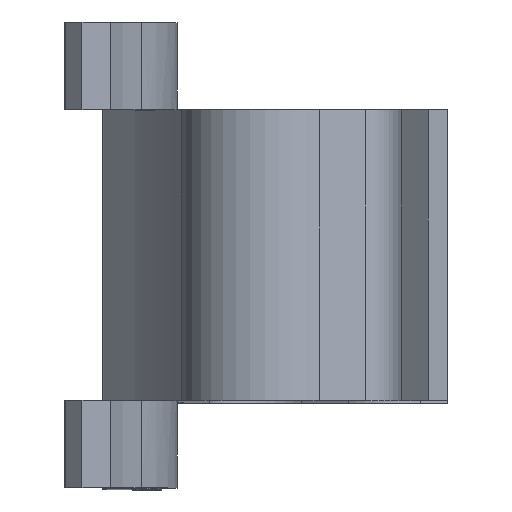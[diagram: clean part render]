
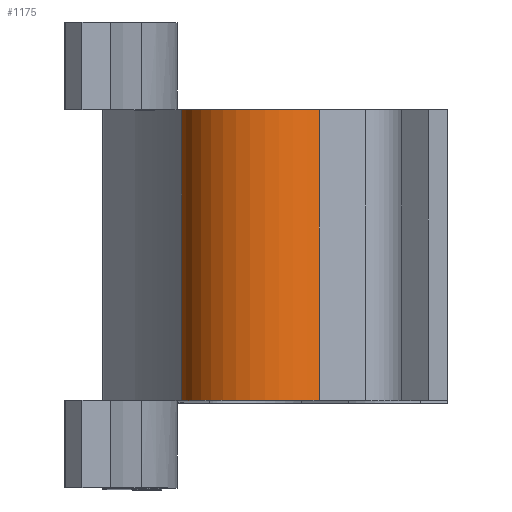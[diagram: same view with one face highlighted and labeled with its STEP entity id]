
A CAD part, top view. The second image highlights one B-rep face of the part: STEP entity #1175.
In plain terms, the highlighted cylindrical face has radius 1.5 mm (diameter 3 mm), a partial arc.
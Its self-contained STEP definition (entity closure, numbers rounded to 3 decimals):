
#292=CARTESIAN_POINT('',(2.38,-2.5,12.9));
#293=DIRECTION('',(0.,-1.,0.));
#294=DIRECTION('',(0.6,0.,0.8));
#295=AXIS2_PLACEMENT_3D('',#292,#293,#294);
#297=DIRECTION('',(0.,-1.,0.));
#298=VECTOR('',#297,5.);
#299=CARTESIAN_POINT('',(0.914,2.5,13.217));
#300=LINE('',#299,#298);
#301=CARTESIAN_POINT('',(2.38,2.5,12.9));
#302=DIRECTION('',(0.,1.,0.));
#303=DIRECTION('',(-0.977,0.,0.211));
#304=AXIS2_PLACEMENT_3D('',#301,#302,#303);
#481=DIRECTION('',(0.,-1.,0.));
#482=VECTOR('',#481,5.);
#483=CARTESIAN_POINT('',(3.28,2.5,14.1));
#484=LINE('',#483,#482);
#682=CARTESIAN_POINT('',(3.28,-2.5,14.1));
#683=CARTESIAN_POINT('',(0.914,-2.5,13.217));
#684=VERTEX_POINT('',#682);
#685=VERTEX_POINT('',#683);
#686=CARTESIAN_POINT('',(0.914,2.5,13.217));
#687=CARTESIAN_POINT('',(3.28,2.5,14.1));
#688=VERTEX_POINT('',#686);
#689=VERTEX_POINT('',#687);
#1162=CARTESIAN_POINT('',(2.38,-1.,12.9));
#1163=DIRECTION('',(0.,1.,0.));
#1164=DIRECTION('',(0.977,0.,-0.211));
#1165=AXIS2_PLACEMENT_3D('',#1162,#1163,#1164);
#1166=CYLINDRICAL_SURFACE('',#1165,1.5);
#1167=ORIENTED_EDGE('',*,*,#1036,.T.);
#1168=ORIENTED_EDGE('',*,*,#1010,.F.);
#1170=ORIENTED_EDGE('',*,*,#1169,.T.);
#1172=ORIENTED_EDGE('',*,*,#1171,.T.);
#1173=EDGE_LOOP('',(#1167,#1168,#1170,#1172));
#1174=FACE_OUTER_BOUND('',#1173,.F.);
#1175=ADVANCED_FACE('',(#1174),#1166,.T.);
#296=CIRCLE('',#295,1.5);
#305=CIRCLE('',#304,1.5);
#1010=EDGE_CURVE('',#688,#685,#300,.T.);
#1036=EDGE_CURVE('',#684,#685,#296,.T.);
#1169=EDGE_CURVE('',#688,#689,#305,.T.);
#1171=EDGE_CURVE('',#689,#684,#484,.T.);
